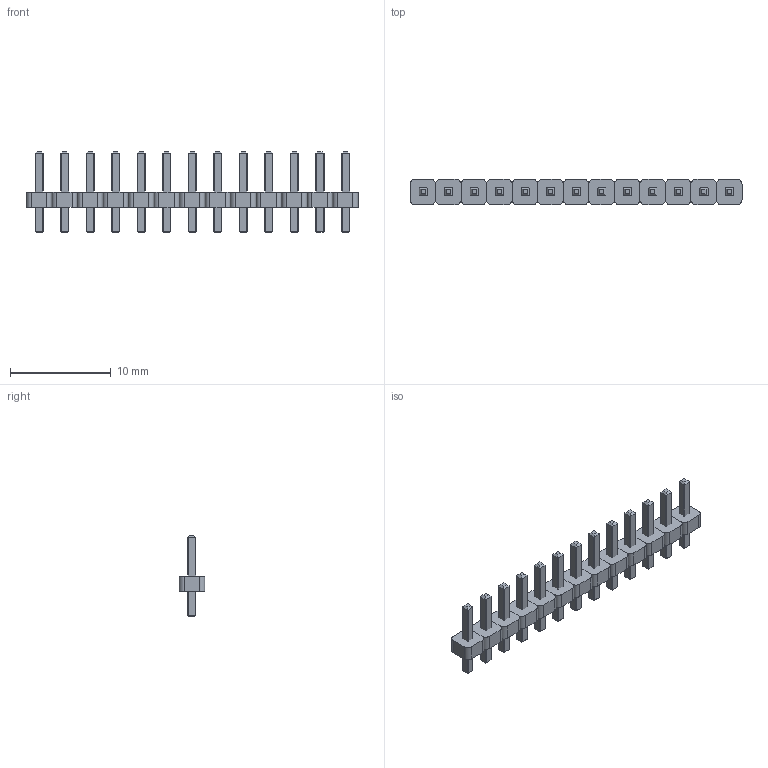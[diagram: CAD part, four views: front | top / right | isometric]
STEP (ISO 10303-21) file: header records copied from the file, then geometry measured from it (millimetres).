
FILE_DESCRIPTION(/* description */ (''),/* implementation_level */ '2;1');
FILE_NAME(/* name */ 'PIN_0.8mm_13x1.step',/* time_stamp */ '2019-04-17T23:19:36+03:00',/* author */ (''),/* organization */ (''),/* preprocessor_version */ 'ST-DEVELOPER v17.2',/* originating_system */ 'Autodesk Translation Framework v7.6.0.251',/* authorisation */ '');
FILE_SCHEMA (('AUTOMOTIVE_DESIGN { 1 0 10303 214 3 1 1 }'));
Length unit declared in the file: millimetre
Products named in the file (2): (Unsaved); PIN_0
Assembly tree (1 placements, depth 2):
  (Unsaved)
    PIN_0
Bounding box: 33.02 x 2.54 x 8 mm (x, y, z)
Volume: 178.8 mm3; surface area: 707 mm2
Topology: 26 solids, 26 shells, 429 faces, 1092 edges, 728 vertices
Faces by surface type: plane 377, cylinder 52
Entity records: 12812 total; most frequent: CARTESIAN_POINT 2252, ORIENTED_EDGE 2184, DIRECTION 2060, EDGE_CURVE 1092, LINE 988, VECTOR 988, VERTEX_POINT 728, AXIS2_PLACEMENT_3D 536
